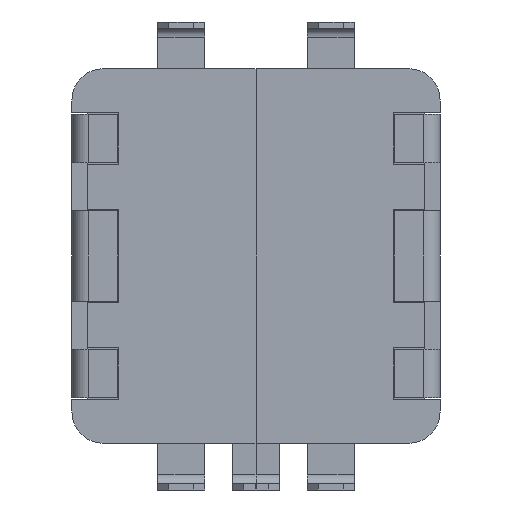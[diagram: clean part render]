
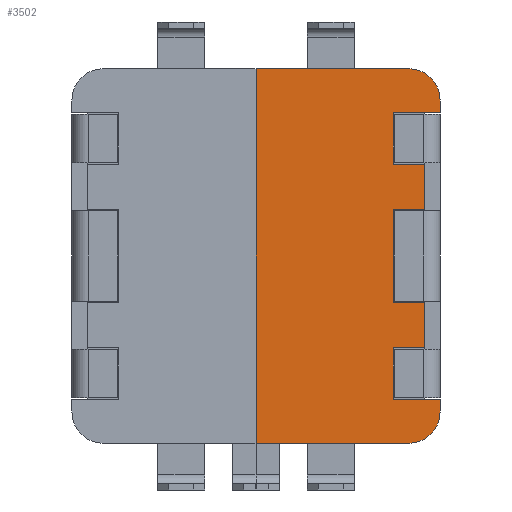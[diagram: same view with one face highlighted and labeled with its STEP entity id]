
A CAD part, front view. The second image highlights one B-rep face of the part: STEP entity #3502.
In plain terms, the highlighted planar face has unit normal (0, -1, 0).
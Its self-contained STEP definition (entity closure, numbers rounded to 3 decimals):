
#3080 = VERTEX_POINT('',#3081);
#3081 = CARTESIAN_POINT('',(5.9,0.,-4.6));
#3087 = EDGE_CURVE('',#3088,#3080,#3090,.T.);
#3088 = VERTEX_POINT('',#3089);
#3089 = CARTESIAN_POINT('',(5.9,0.,-5.));
#3090 = LINE('',#3091,#3092);
#3091 = CARTESIAN_POINT('',(5.9,0.,-5.));
#3092 = VECTOR('',#3093,1.);
#3093 = DIRECTION('',(0.,0.,1.));
#3152 = VERTEX_POINT('',#3153);
#3153 = CARTESIAN_POINT('',(0.,0.,-6.));
#3200 = VERTEX_POINT('',#3201);
#3201 = CARTESIAN_POINT('',(4.9,0.,-6.));
#3207 = EDGE_CURVE('',#3152,#3200,#3208,.T.);
#3208 = LINE('',#3209,#3210);
#3209 = CARTESIAN_POINT('',(0.,0.,-6.));
#3210 = VECTOR('',#3211,1.);
#3211 = DIRECTION('',(1.,0.,0.));
#3255 = EDGE_CURVE('',#3256,#3258,#3260,.T.);
#3256 = VERTEX_POINT('',#3257);
#3257 = CARTESIAN_POINT('',(0.,0.,6.));
#3258 = VERTEX_POINT('',#3259);
#3259 = CARTESIAN_POINT('',(4.9,0.,6.));
#3260 = LINE('',#3261,#3262);
#3261 = CARTESIAN_POINT('',(0.,0.,6.));
#3262 = VECTOR('',#3263,1.);
#3263 = DIRECTION('',(1.,0.,0.));
#3377 = EDGE_CURVE('',#3152,#3256,#3378,.T.);
#3378 = LINE('',#3379,#3380);
#3379 = CARTESIAN_POINT('',(0.,0.,-6.));
#3380 = VECTOR('',#3381,1.);
#3381 = DIRECTION('',(0.,0.,1.));
#3399 = EDGE_CURVE('',#3258,#3400,#3402,.T.);
#3400 = VERTEX_POINT('',#3401);
#3401 = CARTESIAN_POINT('',(5.9,0.,5.));
#3402 = CIRCLE('',#3403,1.);
#3403 = AXIS2_PLACEMENT_3D('',#3404,#3405,#3406);
#3404 = CARTESIAN_POINT('',(4.9,0.,5.));
#3405 = DIRECTION('',(0.,1.,0.));
#3406 = DIRECTION('',(0.,0.,-1.));
#3435 = VERTEX_POINT('',#3436);
#3436 = CARTESIAN_POINT('',(5.9,0.,4.6));
#3449 = EDGE_CURVE('',#3400,#3435,#3450,.T.);
#3450 = LINE('',#3451,#3452);
#3451 = CARTESIAN_POINT('',(5.9,0.,5.));
#3452 = VECTOR('',#3453,1.);
#3453 = DIRECTION('',(0.,0.,-1.));
#3502 = ADVANCED_FACE('',(#3503),#3604,.T.);
#3503 = FACE_BOUND('',#3504,.T.);
#3504 = EDGE_LOOP('',(#3505,#3515,#3523,#3531,#3537,#3538,#3539,#3540,
    #3541,#3542,#3549,#3550,#3558,#3566,#3574,#3582,#3590,#3598));
#3505 = ORIENTED_EDGE('',*,*,#3506,.F.);
#3506 = EDGE_CURVE('',#3507,#3509,#3511,.T.);
#3507 = VERTEX_POINT('',#3508);
#3508 = CARTESIAN_POINT('',(5.4,0.,2.94));
#3509 = VERTEX_POINT('',#3510);
#3510 = CARTESIAN_POINT('',(5.4,0.,1.5));
#3511 = LINE('',#3512,#3513);
#3512 = CARTESIAN_POINT('',(5.4,0.,2.94));
#3513 = VECTOR('',#3514,1.);
#3514 = DIRECTION('',(0.,0.,-1.));
#3515 = ORIENTED_EDGE('',*,*,#3516,.F.);
#3516 = EDGE_CURVE('',#3517,#3507,#3519,.T.);
#3517 = VERTEX_POINT('',#3518);
#3518 = CARTESIAN_POINT('',(4.4,0.,2.94));
#3519 = LINE('',#3520,#3521);
#3520 = CARTESIAN_POINT('',(4.4,0.,2.94));
#3521 = VECTOR('',#3522,1.);
#3522 = DIRECTION('',(1.,0.,0.));
#3523 = ORIENTED_EDGE('',*,*,#3524,.F.);
#3524 = EDGE_CURVE('',#3525,#3517,#3527,.T.);
#3525 = VERTEX_POINT('',#3526);
#3526 = CARTESIAN_POINT('',(4.4,0.,4.6));
#3527 = LINE('',#3528,#3529);
#3528 = CARTESIAN_POINT('',(4.4,0.,4.6));
#3529 = VECTOR('',#3530,1.);
#3530 = DIRECTION('',(0.,0.,-1.));
#3531 = ORIENTED_EDGE('',*,*,#3532,.F.);
#3532 = EDGE_CURVE('',#3435,#3525,#3533,.T.);
#3533 = LINE('',#3534,#3535);
#3534 = CARTESIAN_POINT('',(5.9,0.,4.6));
#3535 = VECTOR('',#3536,1.);
#3536 = DIRECTION('',(-1.,0.,0.));
#3537 = ORIENTED_EDGE('',*,*,#3449,.F.);
#3538 = ORIENTED_EDGE('',*,*,#3399,.F.);
#3539 = ORIENTED_EDGE('',*,*,#3255,.F.);
#3540 = ORIENTED_EDGE('',*,*,#3377,.F.);
#3541 = ORIENTED_EDGE('',*,*,#3207,.T.);
#3542 = ORIENTED_EDGE('',*,*,#3543,.T.);
#3543 = EDGE_CURVE('',#3200,#3088,#3544,.T.);
#3544 = CIRCLE('',#3545,1.);
#3545 = AXIS2_PLACEMENT_3D('',#3546,#3547,#3548);
#3546 = CARTESIAN_POINT('',(4.9,0.,-5.));
#3547 = DIRECTION('',(0.,-1.,0.));
#3548 = DIRECTION('',(0.,0.,1.));
#3549 = ORIENTED_EDGE('',*,*,#3087,.T.);
#3550 = ORIENTED_EDGE('',*,*,#3551,.T.);
#3551 = EDGE_CURVE('',#3080,#3552,#3554,.T.);
#3552 = VERTEX_POINT('',#3553);
#3553 = CARTESIAN_POINT('',(4.4,0.,-4.6));
#3554 = LINE('',#3555,#3556);
#3555 = CARTESIAN_POINT('',(5.9,0.,-4.6));
#3556 = VECTOR('',#3557,1.);
#3557 = DIRECTION('',(-1.,0.,0.));
#3558 = ORIENTED_EDGE('',*,*,#3559,.T.);
#3559 = EDGE_CURVE('',#3552,#3560,#3562,.T.);
#3560 = VERTEX_POINT('',#3561);
#3561 = CARTESIAN_POINT('',(4.4,0.,-2.94));
#3562 = LINE('',#3563,#3564);
#3563 = CARTESIAN_POINT('',(4.4,0.,-4.6));
#3564 = VECTOR('',#3565,1.);
#3565 = DIRECTION('',(0.,0.,1.));
#3566 = ORIENTED_EDGE('',*,*,#3567,.T.);
#3567 = EDGE_CURVE('',#3560,#3568,#3570,.T.);
#3568 = VERTEX_POINT('',#3569);
#3569 = CARTESIAN_POINT('',(5.4,0.,-2.94));
#3570 = LINE('',#3571,#3572);
#3571 = CARTESIAN_POINT('',(4.4,0.,-2.94));
#3572 = VECTOR('',#3573,1.);
#3573 = DIRECTION('',(1.,0.,0.));
#3574 = ORIENTED_EDGE('',*,*,#3575,.F.);
#3575 = EDGE_CURVE('',#3576,#3568,#3578,.T.);
#3576 = VERTEX_POINT('',#3577);
#3577 = CARTESIAN_POINT('',(5.4,0.,-1.5));
#3578 = LINE('',#3579,#3580);
#3579 = CARTESIAN_POINT('',(5.4,0.,-1.5));
#3580 = VECTOR('',#3581,1.);
#3581 = DIRECTION('',(0.,0.,-1.));
#3582 = ORIENTED_EDGE('',*,*,#3583,.T.);
#3583 = EDGE_CURVE('',#3576,#3584,#3586,.T.);
#3584 = VERTEX_POINT('',#3585);
#3585 = CARTESIAN_POINT('',(4.4,0.,-1.5));
#3586 = LINE('',#3587,#3588);
#3587 = CARTESIAN_POINT('',(5.4,0.,-1.5));
#3588 = VECTOR('',#3589,1.);
#3589 = DIRECTION('',(-1.,0.,0.));
#3590 = ORIENTED_EDGE('',*,*,#3591,.F.);
#3591 = EDGE_CURVE('',#3592,#3584,#3594,.T.);
#3592 = VERTEX_POINT('',#3593);
#3593 = CARTESIAN_POINT('',(4.4,0.,1.5));
#3594 = LINE('',#3595,#3596);
#3595 = CARTESIAN_POINT('',(4.4,0.,1.5));
#3596 = VECTOR('',#3597,1.);
#3597 = DIRECTION('',(0.,0.,-1.));
#3598 = ORIENTED_EDGE('',*,*,#3599,.F.);
#3599 = EDGE_CURVE('',#3509,#3592,#3600,.T.);
#3600 = LINE('',#3601,#3602);
#3601 = CARTESIAN_POINT('',(5.4,0.,1.5));
#3602 = VECTOR('',#3603,1.);
#3603 = DIRECTION('',(-1.,0.,0.));
#3604 = PLANE('',#3605);
#3605 = AXIS2_PLACEMENT_3D('',#3606,#3607,#3608);
#3606 = CARTESIAN_POINT('',(4.9,0.,5.));
#3607 = DIRECTION('',(0.,-1.,0.));
#3608 = DIRECTION('',(0.,0.,-1.));
